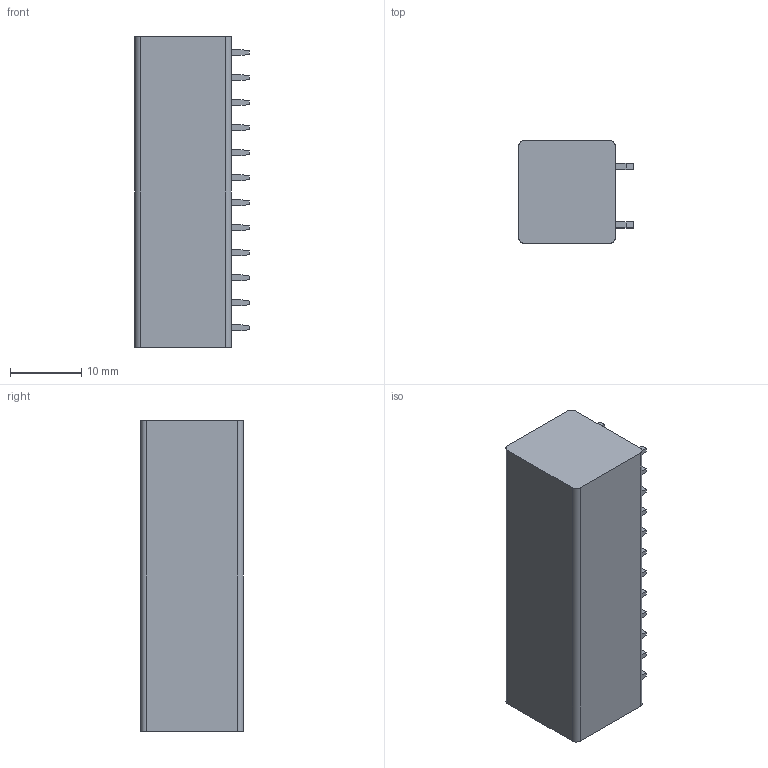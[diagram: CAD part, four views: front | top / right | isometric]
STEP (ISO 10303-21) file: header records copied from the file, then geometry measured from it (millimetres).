
FILE_DESCRIPTION((''),'2;1');
FILE_NAME('PRT0005','2024-09-25T',('sj'),(''),'PRO/ENGINEER BY PARAMETRIC TECHNOLOGY CORPORATION, 2013240','PRO/ENGINEER BY PARAMETRIC TECHNOLOGY CORPORATION, 2013240','');
FILE_SCHEMA(('AUTOMOTIVE_DESIGN_CC2 { 1 2 10303 214 -1 1 5 2 }'));
Length unit declared in the file: millimetre
Products named in the file (1): PRT0005
Bounding box: 16 x 14.4 x 43.4 mm (x, y, z)
Volume: 8099.1 mm3; surface area: 3352 mm2
Topology: 1 solids, 1 shells, 608 faces, 1508 edges, 950 vertices
Faces by surface type: plane 298, cylinder 182, bspline 68, torus 36, cone 24
Entity records: 20650 total; most frequent: CARTESIAN_POINT 6664, ORIENTED_EDGE 3016, DIRECTION 2710, EDGE_CURVE 1508, VERTEX_POINT 950, AXIS2_PLACEMENT_3D 904, VECTOR 902, LINE 902
